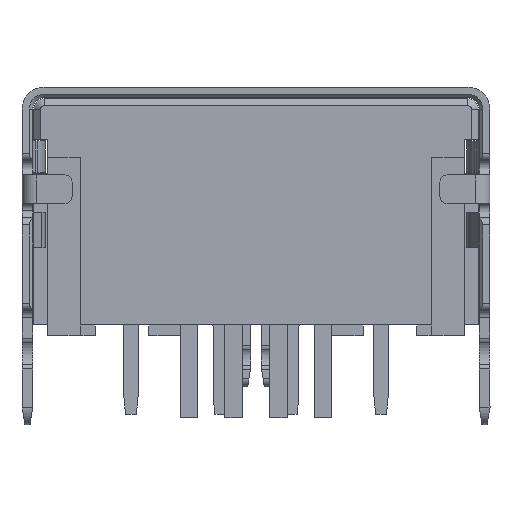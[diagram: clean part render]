
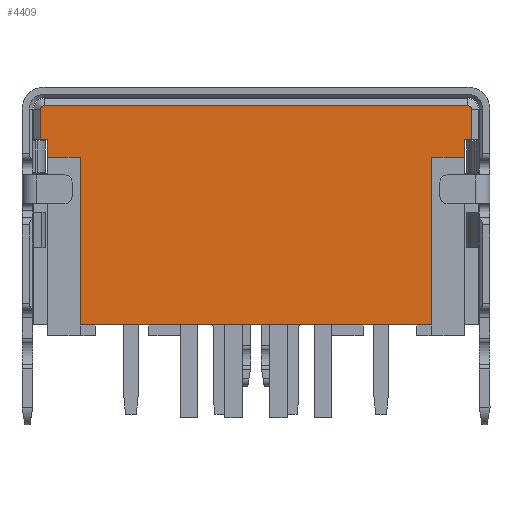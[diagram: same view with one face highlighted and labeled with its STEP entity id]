
A CAD part, left-side view. The second image highlights one B-rep face of the part: STEP entity #4409.
In plain terms, the highlighted planar face has unit normal (-1, 0, 0).
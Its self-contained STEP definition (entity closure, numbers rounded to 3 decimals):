
#167 = ORIENTED_EDGE ( 'NONE', *, *, #23565, .T. ) ;
#481 = CARTESIAN_POINT ( 'NONE',  ( -7.4, 12.225, -3.29 ) ) ;
#487 = CARTESIAN_POINT ( 'NONE',  ( -7.4, 12.125, -0.32 ) ) ;
#531 = CARTESIAN_POINT ( 'NONE',  ( -7.4, 12.225, -1.18 ) ) ;
#921 = ORIENTED_EDGE ( 'NONE', *, *, #34415, .F. ) ;
#1016 = LINE ( 'NONE', #531, #35262 ) ;
#1236 = DIRECTION ( 'NONE',  ( 0., 0., 1. ) ) ;
#1343 = CIRCLE ( 'NONE', #28150, 0.1 ) ;
#2010 = CARTESIAN_POINT ( 'NONE',  ( -7.4, 6.2, -6.36 ) ) ;
#2079 = ORIENTED_EDGE ( 'NONE', *, *, #36569, .F. ) ;
#2927 = VECTOR ( 'NONE', #23796, 1000. ) ;
#3256 = DIRECTION ( 'NONE',  ( 0., 0., 1. ) ) ;
#3488 = CARTESIAN_POINT ( 'NONE',  ( -7.4, 12.025, -3.34 ) ) ;
#4181 = CARTESIAN_POINT ( 'NONE',  ( -7.4, 11.125, -3.29 ) ) ;
#4188 = PLANE ( 'NONE',  #13910 ) ;
#4364 = VERTEX_POINT ( 'NONE', #28113 ) ;
#4409 = ADVANCED_FACE ( 'NONE', ( #12596 ), #4188, .F. ) ;
#5856 = EDGE_CURVE ( 'NONE', #11525, #10864, #29577, .T. ) ;
#6289 = LINE ( 'NONE', #2010, #31511 ) ;
#6380 = ORIENTED_EDGE ( 'NONE', *, *, #26827, .T. ) ;
#6454 = LINE ( 'NONE', #34114, #15961 ) ;
#7061 = LINE ( 'NONE', #21700, #28889 ) ;
#7788 = VECTOR ( 'NONE', #18333, 1000. ) ;
#7852 = ORIENTED_EDGE ( 'NONE', *, *, #37309, .F. ) ;
#8159 = EDGE_CURVE ( 'NONE', #34814, #19258, #23747, .T. ) ;
#8579 = CARTESIAN_POINT ( 'NONE',  ( -7.4, 0.375, -1.66 ) ) ;
#8799 = CARTESIAN_POINT ( 'NONE',  ( -7.4, 0.275, -0.22 ) ) ;
#8814 = ORIENTED_EDGE ( 'NONE', *, *, #8159, .F. ) ;
#10399 = CARTESIAN_POINT ( 'NONE',  ( -7.4, 0.175, -1.18 ) ) ;
#10864 = VERTEX_POINT ( 'NONE', #8799 ) ;
#11494 = CARTESIAN_POINT ( 'NONE',  ( -7.4, 12.125, -0.22 ) ) ;
#11525 = VERTEX_POINT ( 'NONE', #11494 ) ;
#12596 = FACE_OUTER_BOUND ( 'NONE', #36542, .T. ) ;
#13093 = ORIENTED_EDGE ( 'NONE', *, *, #13456, .T. ) ;
#13096 = VERTEX_POINT ( 'NONE', #34699 ) ;
#13140 = DIRECTION ( 'NONE',  ( 1., 0., 0. ) ) ;
#13144 = ORIENTED_EDGE ( 'NONE', *, *, #27165, .T. ) ;
#13456 = EDGE_CURVE ( 'NONE', #4364, #13096, #1016, .T. ) ;
#13473 = VERTEX_POINT ( 'NONE', #33747 ) ;
#13690 = CARTESIAN_POINT ( 'NONE',  ( -7.4, 0.175, -1.18 ) ) ;
#13766 = VERTEX_POINT ( 'NONE', #10399 ) ;
#13821 = VERTEX_POINT ( 'NONE', #23314 ) ;
#13910 = AXIS2_PLACEMENT_3D ( 'NONE', #22029, #30907, #22281 ) ;
#14072 = CARTESIAN_POINT ( 'NONE',  ( -7.4, 0.275, -0.32 ) ) ;
#14228 = LINE ( 'NONE', #38715, #23260 ) ;
#15306 = CARTESIAN_POINT ( 'NONE',  ( -7.4, 12.025, -1.66 ) ) ;
#15573 = VERTEX_POINT ( 'NONE', #8579 ) ;
#15688 = DIRECTION ( 'NONE',  ( 0., -1., 0. ) ) ;
#15961 = VECTOR ( 'NONE', #30936, 1000. ) ;
#16943 = ORIENTED_EDGE ( 'NONE', *, *, #5856, .F. ) ;
#17534 = ORIENTED_EDGE ( 'NONE', *, *, #29276, .F. ) ;
#17937 = CARTESIAN_POINT ( 'NONE',  ( -7.4, 0.375, -3.34 ) ) ;
#18261 = CARTESIAN_POINT ( 'NONE',  ( -7.4, 11.125, -6.36 ) ) ;
#18333 = DIRECTION ( 'NONE',  ( 0., 0., 1. ) ) ;
#18589 = CARTESIAN_POINT ( 'NONE',  ( -7.4, 1.275, -1.66 ) ) ;
#18963 = VERTEX_POINT ( 'NONE', #38404 ) ;
#19165 = LINE ( 'NONE', #17937, #7788 ) ;
#19258 = VERTEX_POINT ( 'NONE', #21732 ) ;
#21331 = CARTESIAN_POINT ( 'NONE',  ( -7.4, 6.2, -1.66 ) ) ;
#21700 = CARTESIAN_POINT ( 'NONE',  ( -7.4, 1.275, -3.29 ) ) ;
#21732 = CARTESIAN_POINT ( 'NONE',  ( -7.4, 11.125, -1.66 ) ) ;
#21946 = VECTOR ( 'NONE', #3256, 1000. ) ;
#22029 = CARTESIAN_POINT ( 'NONE',  ( -7.4, 12.466, -0.097 ) ) ;
#22281 = DIRECTION ( 'NONE',  ( 0., -1., 0. ) ) ;
#22649 = AXIS2_PLACEMENT_3D ( 'NONE', #487, #13140, #28390 ) ;
#22850 = DIRECTION ( 'NONE',  ( 0., -1., 0. ) ) ;
#23260 = VECTOR ( 'NONE', #26685, 1000. ) ;
#23314 = CARTESIAN_POINT ( 'NONE',  ( -7.4, 0.375, -1.18 ) ) ;
#23565 = EDGE_CURVE ( 'NONE', #13096, #37298, #32885, .T. ) ;
#23747 = LINE ( 'NONE', #4181, #26087 ) ;
#23796 = DIRECTION ( 'NONE',  ( 0., -1., 0. ) ) ;
#24173 = CARTESIAN_POINT ( 'NONE',  ( -7.4, 6.2, -0.22 ) ) ;
#24430 = ORIENTED_EDGE ( 'NONE', *, *, #31748, .F. ) ;
#24674 = VERTEX_POINT ( 'NONE', #33843 ) ;
#25347 = EDGE_CURVE ( 'NONE', #18963, #13766, #6454, .T. ) ;
#25662 = ORIENTED_EDGE ( 'NONE', *, *, #25347, .F. ) ;
#26087 = VECTOR ( 'NONE', #1236, 1000. ) ;
#26388 = DIRECTION ( 'NONE',  ( 0., 0., -1. ) ) ;
#26685 = DIRECTION ( 'NONE',  ( 0., 1., 0. ) ) ;
#26742 = LINE ( 'NONE', #13690, #33863 ) ;
#26827 = EDGE_CURVE ( 'NONE', #15573, #13821, #19165, .T. ) ;
#26992 = VERTEX_POINT ( 'NONE', #18589 ) ;
#27136 = VECTOR ( 'NONE', #31003, 1000. ) ;
#27165 = EDGE_CURVE ( 'NONE', #13821, #13766, #26742, .T. ) ;
#27622 = LINE ( 'NONE', #21331, #30029 ) ;
#28113 = CARTESIAN_POINT ( 'NONE',  ( -7.4, 12.225, -1.18 ) ) ;
#28150 = AXIS2_PLACEMENT_3D ( 'NONE', #14072, #35285, #26388 ) ;
#28390 = DIRECTION ( 'NONE',  ( 0., 1., 0. ) ) ;
#28889 = VECTOR ( 'NONE', #36264, 1000. ) ;
#29276 = EDGE_CURVE ( 'NONE', #15573, #26992, #14228, .T. ) ;
#29577 = LINE ( 'NONE', #24173, #2927 ) ;
#29663 = DIRECTION ( 'NONE',  ( 0., 1., 0. ) ) ;
#29675 = ORIENTED_EDGE ( 'NONE', *, *, #35626, .F. ) ;
#30029 = VECTOR ( 'NONE', #30342, 1000. ) ;
#30342 = DIRECTION ( 'NONE',  ( 0., 1., 0. ) ) ;
#30907 = DIRECTION ( 'NONE',  ( 1., 0., 0. ) ) ;
#30936 = DIRECTION ( 'NONE',  ( 0., 0., -1. ) ) ;
#31003 = DIRECTION ( 'NONE',  ( 0., 0., -1. ) ) ;
#31511 = VECTOR ( 'NONE', #29663, 1000. ) ;
#31748 = EDGE_CURVE ( 'NONE', #10864, #18963, #1343, .T. ) ;
#32656 = ORIENTED_EDGE ( 'NONE', *, *, #37757, .F. ) ;
#32885 = LINE ( 'NONE', #3488, #27136 ) ;
#33747 = CARTESIAN_POINT ( 'NONE',  ( -7.4, 12.225, -0.32 ) ) ;
#33843 = CARTESIAN_POINT ( 'NONE',  ( -7.4, 1.275, -6.36 ) ) ;
#33863 = VECTOR ( 'NONE', #22850, 1000. ) ;
#34114 = CARTESIAN_POINT ( 'NONE',  ( -7.4, 0.175, -3.29 ) ) ;
#34415 = EDGE_CURVE ( 'NONE', #13473, #11525, #37742, .T. ) ;
#34699 = CARTESIAN_POINT ( 'NONE',  ( -7.4, 12.025, -1.18 ) ) ;
#34814 = VERTEX_POINT ( 'NONE', #18261 ) ;
#35262 = VECTOR ( 'NONE', #15688, 1000. ) ;
#35285 = DIRECTION ( 'NONE',  ( 1., 0., 0. ) ) ;
#35626 = EDGE_CURVE ( 'NONE', #24674, #34814, #6289, .T. ) ;
#36264 = DIRECTION ( 'NONE',  ( 0., 0., -1. ) ) ;
#36542 = EDGE_LOOP ( 'NONE', ( #29675, #7852, #17534, #6380, #13144, #25662, #24430, #16943, #921, #2079, #13093, #167, #32656, #8814 ) ) ;
#36569 = EDGE_CURVE ( 'NONE', #4364, #13473, #36610, .T. ) ;
#36610 = LINE ( 'NONE', #481, #21946 ) ;
#37298 = VERTEX_POINT ( 'NONE', #15306 ) ;
#37309 = EDGE_CURVE ( 'NONE', #26992, #24674, #7061, .T. ) ;
#37742 = CIRCLE ( 'NONE', #22649, 0.1 ) ;
#37757 = EDGE_CURVE ( 'NONE', #19258, #37298, #27622, .T. ) ;
#38404 = CARTESIAN_POINT ( 'NONE',  ( -7.4, 0.175, -0.32 ) ) ;
#38715 = CARTESIAN_POINT ( 'NONE',  ( -7.4, 6.2, -1.66 ) ) ;
